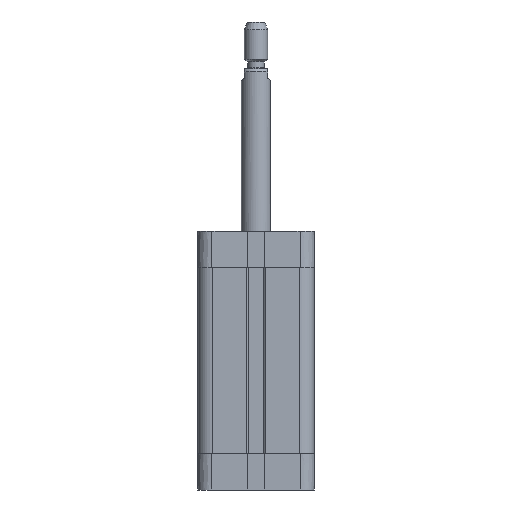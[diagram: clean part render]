
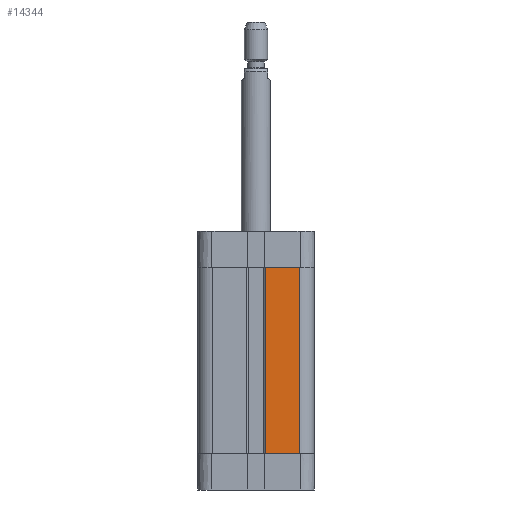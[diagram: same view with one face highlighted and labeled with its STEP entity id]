
A CAD part, front view. The second image highlights one B-rep face of the part: STEP entity #14344.
In plain terms, the highlighted planar face has unit normal (0, -1, 0).
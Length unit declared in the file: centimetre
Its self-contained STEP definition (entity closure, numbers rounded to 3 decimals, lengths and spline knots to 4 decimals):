
#1391=LINE($,#25844,#2642);
#1453=LINE($,#26022,#2704);
#1454=LINE($,#26025,#2705);
#1455=LINE($,#26026,#2706);
#2642=VECTOR($,#18103,1.175);
#2704=VECTOR($,#18295,6.4);
#2705=VECTOR($,#18298,1.175);
#2706=VECTOR($,#18299,6.4);
#3693=PLANE($,#15267);
#4653=FACE_OUTER_BOUND($,#5600,.T.);
#5600=EDGE_LOOP($,(#13347,#13348,#13349,#13350));
#7313=VERTEX_POINT($,#25841);
#7314=VERTEX_POINT($,#25843);
#7365=VERTEX_POINT($,#26020);
#7366=VERTEX_POINT($,#26024);
#9296=EDGE_CURVE($,#7314,#7313,#1391,.T.);
#9385=EDGE_CURVE($,#7365,#7313,#1453,.T.);
#9386=EDGE_CURVE($,#7365,#7366,#1454,.T.);
#9387=EDGE_CURVE($,#7366,#7314,#1455,.T.);
#13347=ORIENTED_EDGE($,*,*,#9386,.T.);
#13348=ORIENTED_EDGE($,*,*,#9387,.T.);
#13349=ORIENTED_EDGE($,*,*,#9296,.T.);
#13350=ORIENTED_EDGE($,*,*,#9385,.F.);
#14344=ADVANCED_FACE($,(#4653),#3693,.T.);
#15267=AXIS2_PLACEMENT_3D($,#26023,#18296,#18297);
#18103=DIRECTION($,(1.,0.,0.));
#18295=DIRECTION($,(0.,0.,-1.));
#18296=DIRECTION('center_axis',(0.,-1.,0.));
#18297=DIRECTION('ref_axis',(1.,0.,0.));
#18298=DIRECTION($,(-1.,0.,0.));
#18299=DIRECTION($,(0.,0.,-1.));
#25841=CARTESIAN_POINT('',(1.5,-2.,-6.35));
#25843=CARTESIAN_POINT('',(0.325,-2.,-6.35));
#25844=CARTESIAN_POINT($,(0.325,-2.,-6.35));
#26020=CARTESIAN_POINT('',(1.5,-2.,0.05));
#26022=CARTESIAN_POINT($,(1.5,-2.,0.05));
#26023=CARTESIAN_POINT('Origin',(1.5,-2.,-90.65));
#26024=CARTESIAN_POINT('',(0.325,-2.,0.05));
#26025=CARTESIAN_POINT($,(1.5,-2.,0.05));
#26026=CARTESIAN_POINT($,(0.325,-2.,0.05));
